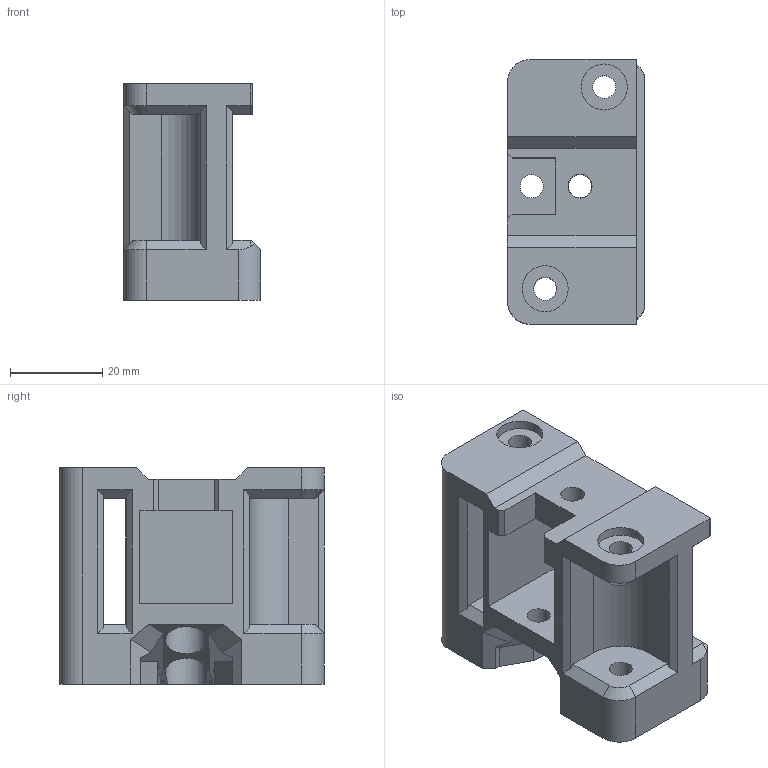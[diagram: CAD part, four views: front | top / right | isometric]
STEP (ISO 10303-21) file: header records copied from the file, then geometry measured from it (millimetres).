
FILE_DESCRIPTION(/* description */ ('STEP AP214'),/* implementation_level */ '2;1');
FILE_NAME(/* name */ '603a475c83511015a261f05e',/* time_stamp */ '2021-02-27T13:21:33+00:00',/* author */ (''),/* organization */ (''),/* preprocessor_version */ 'ST-DEVELOPER v18.1',/* originating_system */ ' ',/* authorisation */ ' ');
FILE_SCHEMA (('AUTOMOTIVE_DESIGN {1 0 10303 214 3 1 1}'));
Length unit declared in the file: metre
Products named in the file (1): xy_joiner_right
Bounding box: 29.75 x 57.5 x 47 mm (x, y, z)
Volume: 41033.8 mm3; surface area: 15060.4 mm2
Topology: 1 solids, 1 shells, 125 faces, 347 edges, 228 vertices
Faces by surface type: plane 89, cylinder 21, bspline 9, cone 6
Full cylindrical faces by diameter (mm): 5 x6, 5.2 x1, 9 x2, 10 x2
Entity records: 3996 total; most frequent: CARTESIAN_POINT 805, ORIENTED_EDGE 670, DIRECTION 600, EDGE_CURVE 335, LINE 256, VECTOR 256, VERTEX_POINT 227, AXIS2_PLACEMENT_3D 172
